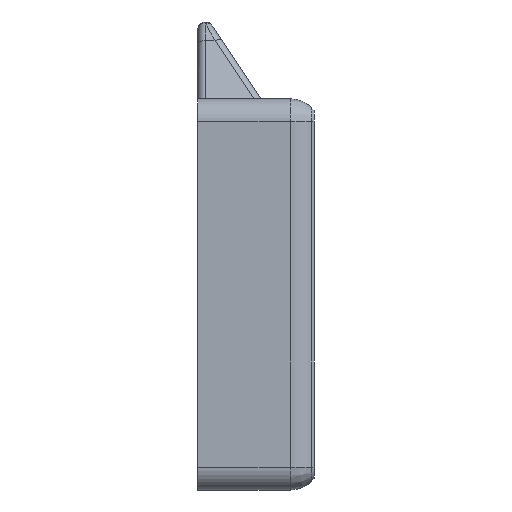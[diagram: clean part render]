
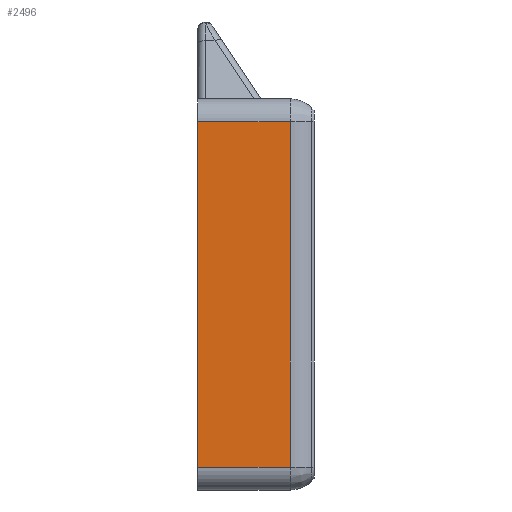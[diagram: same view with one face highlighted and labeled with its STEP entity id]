
A CAD part, left-side view. The second image highlights one B-rep face of the part: STEP entity #2496.
In plain terms, the highlighted planar face has unit normal (-1, 0, 0).
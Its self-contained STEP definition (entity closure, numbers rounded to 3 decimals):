
#180=PLANE('',#2665);
#227=FACE_OUTER_BOUND('',#364,.T.);
#364=EDGE_LOOP('',(#1735,#1736,#1737,#1738));
#577=LINE('',#3782,#737);
#592=LINE('',#3878,#752);
#593=LINE('',#3882,#753);
#594=LINE('',#3883,#754);
#737=VECTOR('',#2978,10.);
#752=VECTOR('',#3047,10.);
#753=VECTOR('',#3052,10.);
#754=VECTOR('',#3053,10.);
#1064=VERTEX_POINT('',#3779);
#1065=VERTEX_POINT('',#3781);
#1083=VERTEX_POINT('',#3877);
#1084=VERTEX_POINT('',#3881);
#1301=EDGE_CURVE('',#1064,#1065,#577,.T.);
#1334=EDGE_CURVE('',#1065,#1083,#592,.T.);
#1336=EDGE_CURVE('',#1084,#1064,#593,.T.);
#1337=EDGE_CURVE('',#1084,#1083,#594,.T.);
#1735=ORIENTED_EDGE('',*,*,#1301,.F.);
#1736=ORIENTED_EDGE('',*,*,#1336,.F.);
#1737=ORIENTED_EDGE('',*,*,#1337,.T.);
#1738=ORIENTED_EDGE('',*,*,#1334,.F.);
#2496=ADVANCED_FACE('',(#227),#180,.T.);
#2665=AXIS2_PLACEMENT_3D('',#3880,#3050,#3051);
#2978=DIRECTION('',(0.,0.,-1.));
#3047=DIRECTION('',(0.,1.,0.));
#3050=DIRECTION('center_axis',(-1.,0.,0.));
#3051=DIRECTION('ref_axis',(0.,0.,-1.));
#3052=DIRECTION('',(0.,-1.,0.));
#3053=DIRECTION('',(0.,0.,-1.));
#3779=CARTESIAN_POINT('',(-89.608,-108.373,88.));
#3781=CARTESIAN_POINT('',(-89.608,-108.373,-93.));
#3782=CARTESIAN_POINT('',(-89.608,-108.373,74.375));
#3877=CARTESIAN_POINT('',(-89.608,-60.,-93.));
#3878=CARTESIAN_POINT('',(-89.608,-60.,-93.));
#3880=CARTESIAN_POINT('Origin',(-89.608,-60.,100.));
#3881=CARTESIAN_POINT('',(-89.608,-60.,88.));
#3882=CARTESIAN_POINT('',(-89.608,-60.,88.));
#3883=CARTESIAN_POINT('',(-89.608,-60.,100.));
